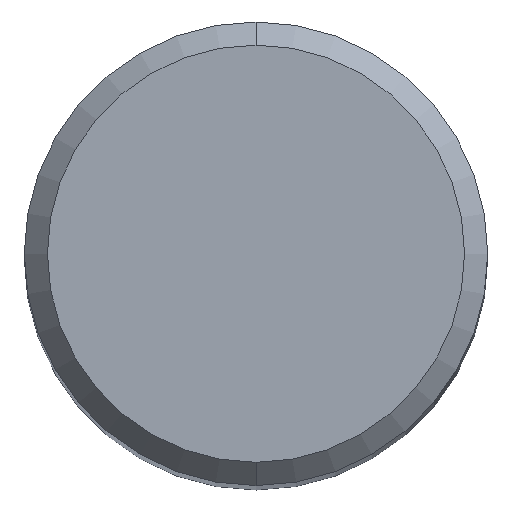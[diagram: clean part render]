
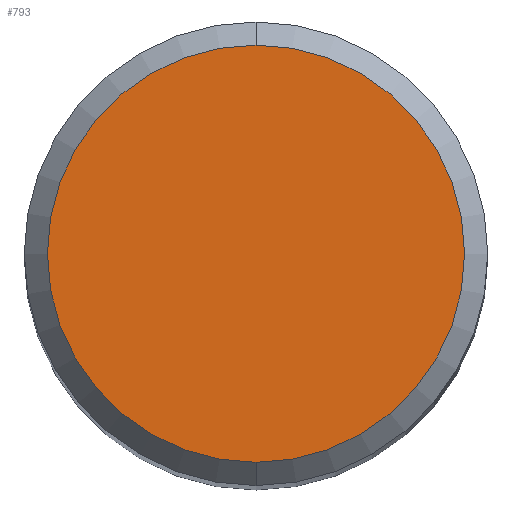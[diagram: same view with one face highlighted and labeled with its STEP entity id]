
A CAD part, top view. The second image highlights one B-rep face of the part: STEP entity #793.
In plain terms, the highlighted planar face has unit normal (0, 0, 1).
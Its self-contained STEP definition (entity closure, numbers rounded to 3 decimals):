
#341=VERTEX_POINT('',#938);
#481=VERTEX_POINT('',#1091);
#575=EDGE_CURVE('',#481,#341,#1195,.T.);
#675=EDGE_CURVE('',#341,#481,#1304,.T.);
#793=ADVANCED_FACE('',(#1433),#1434,.T.);
#938=CARTESIAN_POINT('',(0.,-4.5,0.0));
#1091=CARTESIAN_POINT('',(0.0,4.5,0.0));
#1195=CIRCLE('',#5455,4.5);
#1304=CIRCLE('',#7045,4.5);
#1433=FACE_OUTER_BOUND('',#7399,.T.);
#1434=PLANE('',#7400);
#5455=AXIS2_PLACEMENT_3D('',#9354,#9355,#9356);
#7045=AXIS2_PLACEMENT_3D('',#9474,#9475,#9476);
#7399=EDGE_LOOP('',(#9631,#9632));
#7400=AXIS2_PLACEMENT_3D('',#9633,#9634,#9635);
#9354=CARTESIAN_POINT('',(0.0,0.0,0.0));
#9355=DIRECTION('',(0.0,0.0,-1.0));
#9356=DIRECTION('',(0.0,1.0,0.0));
#9474=CARTESIAN_POINT('',(0.0,0.0,0.0));
#9475=DIRECTION('',(0.0,0.0,-1.0));
#9476=DIRECTION('',(0.0,1.0,0.0));
#9631=ORIENTED_EDGE('',*,*,#575,.F.);
#9632=ORIENTED_EDGE('',*,*,#675,.F.);
#9633=CARTESIAN_POINT('',(0.0,2.25,0.0));
#9634=DIRECTION('',(-0.0,0.0,1.0));
#9635=DIRECTION('',(0.0,-1.0,0.0));
